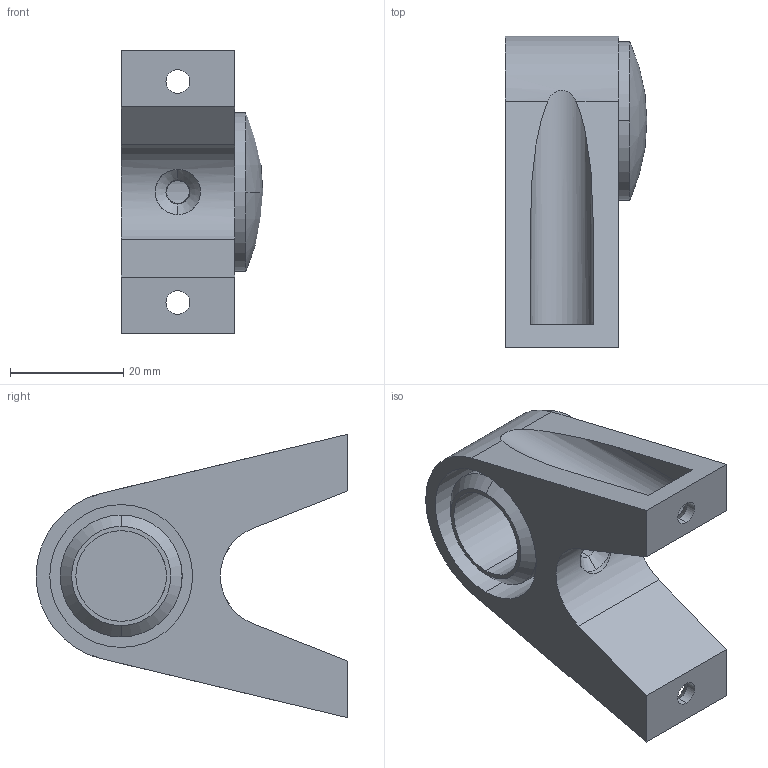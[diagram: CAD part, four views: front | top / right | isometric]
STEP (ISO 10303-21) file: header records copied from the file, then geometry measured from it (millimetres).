
FILE_DESCRIPTION (( 'STEP AP203' ), '1' );
FILE_NAME ('AP-216-1.STEP', '2010-07-09T07:45:49', ( ' ' ), ( ' ' ), 'SwSTEP 2.0', 'SolidWorks 2007', '' );
FILE_SCHEMA (( 'CONFIG_CONTROL_DESIGN' ));
Length unit declared in the file: millimetre
Products named in the file (3): AP-216-1; AP-216-1僷僀僾庴__棉太倌; AP-216-1僉儍僢僾__棉太倌
Assembly tree (2 placements, depth 2):
  AP-216-1
    AP-216-1僷僀僾庴__棉太倌
    AP-216-1僉儍僢僾__棉太倌
Bounding box: 25 x 55 x 50 mm (x, y, z)
Volume: 21477.6 mm3; surface area: 12223.1 mm2
Topology: 2 solids, 2 shells, 50 faces, 122 edges, 78 vertices
Faces by surface type: cylinder 23, plane 17, cone 8, sphere 2
Entity records: 2060 total; most frequent: CARTESIAN_POINT 552, DIRECTION 263, ORIENTED_EDGE 244, EDGE_CURVE 122, AXIS2_PLACEMENT_3D 101, VERTEX_POINT 78, EDGE_LOOP 62, LINE 61
